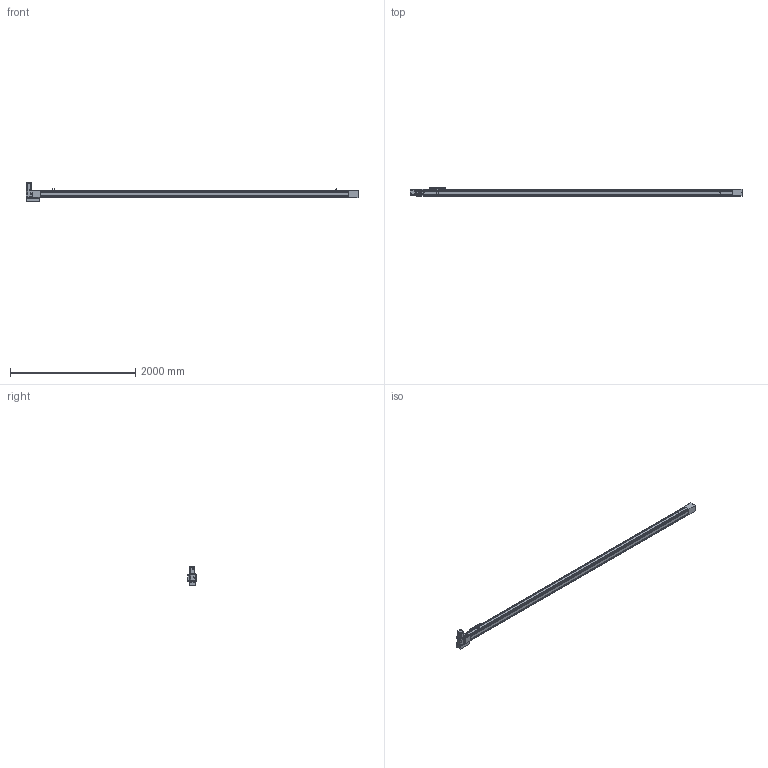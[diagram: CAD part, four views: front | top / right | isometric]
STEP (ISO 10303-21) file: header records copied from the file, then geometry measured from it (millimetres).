
FILE_DESCRIPTION (( 'STEP AP214' ), '1' );
FILE_NAME ('NEX110BL-250LC-4500XXXX.STEP', '2025-02-28T16:26:47', ( '' ), ( '' ), 'SwSTEP 2.0', 'SolidWorks 2022', '' );
FILE_SCHEMA (( 'AUTOMOTIVE_DESIGN' ));
Length unit declared in the file: millimetre
Products named in the file (15): NEX110-4500-6; FANG STICKER; NEX110-4500-9; NEX110-4500-4; NEX110-4500-5; NEX110-4500SENSOR; NEX110-4500-7; NEX110-4500-1; NEX110-4500MOTOR; NEX110-4500-2; NEX110-4500CARRIAGE; NEX110BL-250LC-4500XXXX; NEX110-4500GEARBOX; NEX110-4500-8; NEX110-4500-3
Assembly tree (15 placements, depth 2):
  NEX110-4500-4
  NEX110BL-250LC-4500XXXX
    NEX110-4500-1
    NEX110-4500CARRIAGE
    NEX110-4500-2
    NEX110-4500-3
    NEX110-4500SENSOR  x3
    NEX110-4500-5
    NEX110-4500-6
    NEX110-4500-7
    NEX110-4500GEARBOX
    NEX110-4500MOTOR
    NEX110-4500-8
    NEX110-4500-9
    FANG STICKER
Bounding box: 5299.8 x 129 x 308 mm (x, y, z)
Volume: 59025910.9 mm3; surface area: 3953996.3 mm2
Topology: 15 solids, 15 shells, 1842 faces, 4777 edges, 3120 vertices
Faces by surface type: plane 1247, cylinder 465, torus 72, cone 56, sphere 2
Entity records: 49775 total; most frequent: CARTESIAN_POINT 8665, DIRECTION 8328, ORIENTED_EDGE 8268, EDGE_CURVE 4134, LINE 3100, VECTOR 3100, VERTEX_POINT 2709, AXIS2_PLACEMENT_3D 2614
